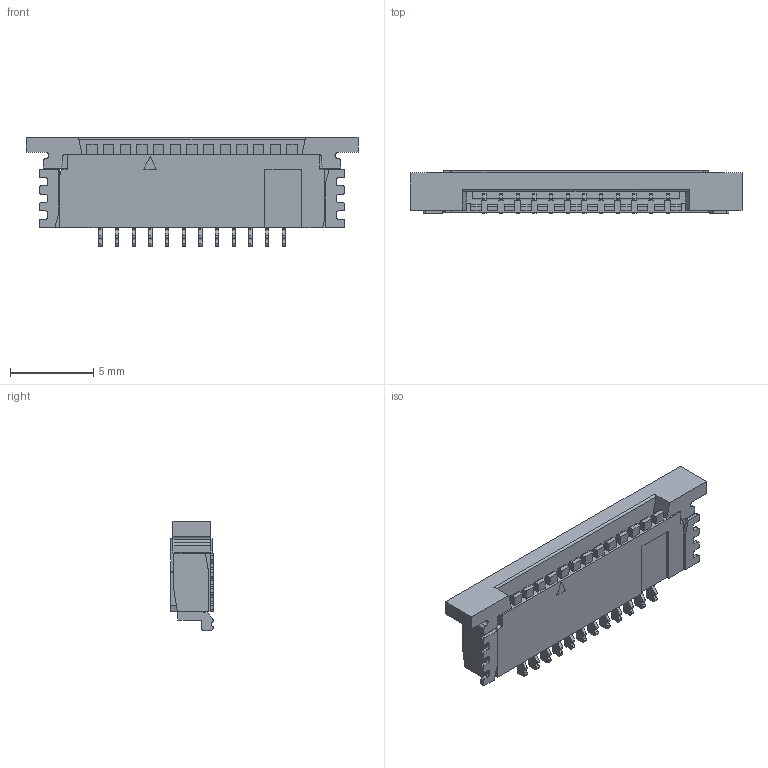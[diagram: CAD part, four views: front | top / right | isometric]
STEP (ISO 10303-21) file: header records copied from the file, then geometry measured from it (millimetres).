
FILE_DESCRIPTION(('STEP AP242'),'1');
FILE_NAME('1-84952-2.stp','2022-07-20T18:56:46',('TraceParts'),('TraceParts S.A.'),'Spatial InterOp 3D',' ',' ');
FILE_SCHEMA(('AP242_MANAGED_MODEL_BASED_3D_ENGINEERING_MIM_LF {1 0 10303 442 1 1 4}'));
Length unit declared in the file: millimetre
Products named in the file (1): 1-84952-2
Bounding box: 19.92 x 2.56 x 6.54 mm (x, y, z)
Volume: 189.1 mm3; surface area: 583.5 mm2
Topology: 1 solids, 1 shells, 657 faces, 1924 edges, 1266 vertices
Faces by surface type: plane 453, cylinder 204
Entity records: 21759 total; most frequent: CARTESIAN_POINT 3864, ORIENTED_EDGE 3848, DIRECTION 3644, EDGE_CURVE 1924, LINE 1516, VECTOR 1516, VERTEX_POINT 1266, AXIS2_PLACEMENT_3D 1064
